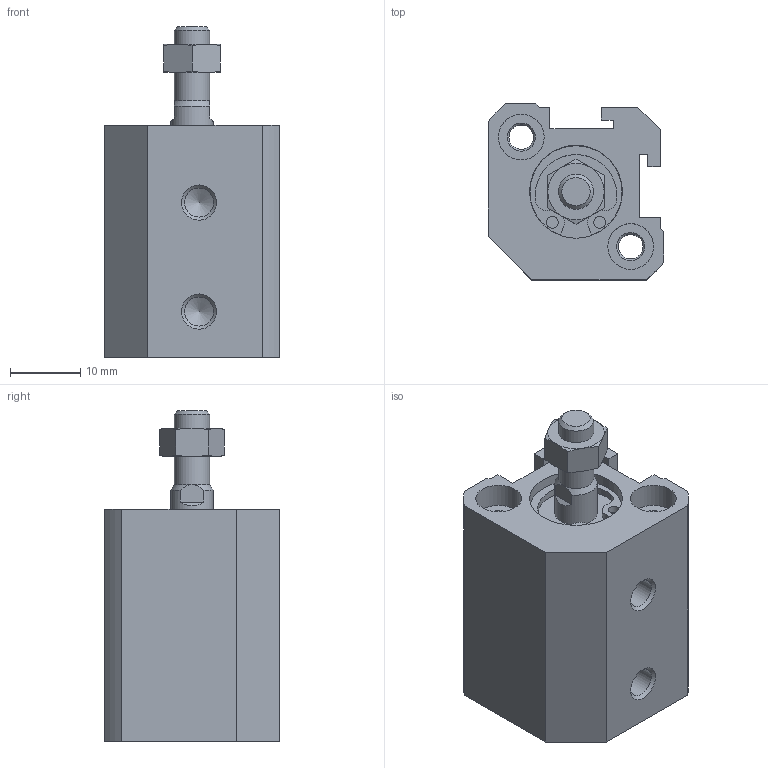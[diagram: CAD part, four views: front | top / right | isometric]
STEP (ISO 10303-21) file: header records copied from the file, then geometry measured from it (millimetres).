
FILE_DESCRIPTION( ( 'STEP AP203' ), '1' );
FILE_NAME( 'MCJQ2-11-12-5M(0).stp', '2021-01-29T09:07:43', ( 'License CC BY-ND 4.0' ), ( 'CADENAS' ), ' ', 'PARTsolutions', ' ' );
FILE_SCHEMA( ( 'CONFIG_CONTROL_DESIGN' ) );
Length unit declared in the file: millimetre
Products named in the file (4): MCJQ2-11-12-5M(0); _MCJQ2-12-5M_b; _MCJQ2-11-12-5M_(0_r); _MCJQ2-12_n
Assembly tree (3 placements, depth 2):
  MCJQ2-11-12-5M(0)
    _MCJQ2-12-5M_b
    _MCJQ2-11-12-5M_(0_r)
    _MCJQ2-12_n
Bounding box: 25 x 25 x 47 mm (x, y, z)
Volume: 15850.6 mm3; surface area: 8288.2 mm2
Topology: 3 solids, 3 shells, 116 faces, 263 edges, 168 vertices
Faces by surface type: plane 57, cylinder 34, cone 25
Full cylindrical faces by diameter (mm): 1.7 x4, 3.5 x2, 4.134 x3, 5 x1, 6 x2, 6.5 x4, 12 x2, 13.2 x2
Entity records: 3239 total; most frequent: CARTESIAN_POINT 620, DIRECTION 530, ORIENTED_EDGE 450, EDGE_CURVE 225, AXIS2_PLACEMENT_3D 213, EDGE_LOOP 168, VERTEX_POINT 163, FACE_OUTER_BOUND 136
